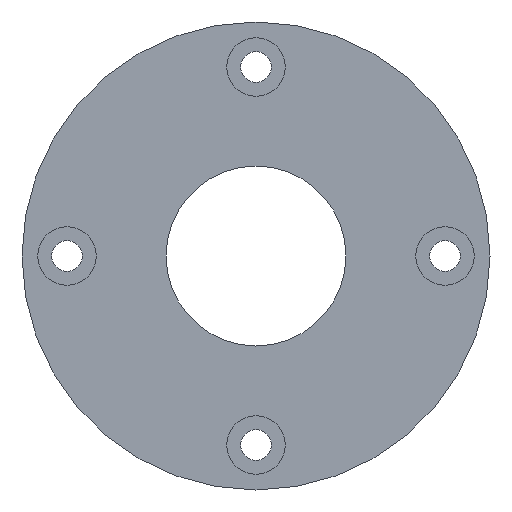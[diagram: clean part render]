
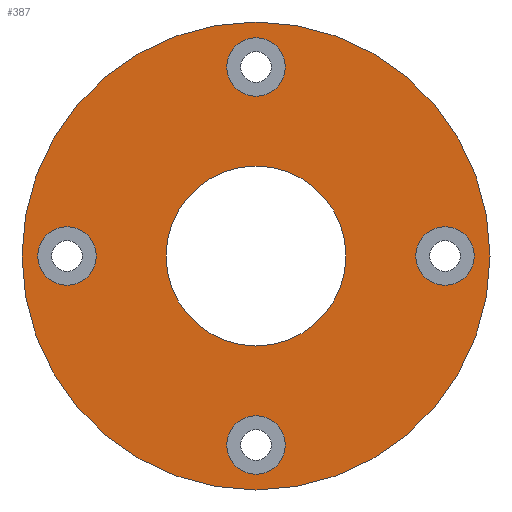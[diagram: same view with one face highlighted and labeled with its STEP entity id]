
A CAD part, left-side view. The second image highlights one B-rep face of the part: STEP entity #387.
In plain terms, the highlighted planar face has unit normal (-1, 0, 0).
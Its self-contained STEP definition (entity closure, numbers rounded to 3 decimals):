
#12 = FACE_BOUND ( 'NONE', #485, .T. ) ;
#18 = DIRECTION ( 'NONE',  ( 0., 0., 1. ) ) ;
#23 = DIRECTION ( 'NONE',  ( 0., 0., 1. ) ) ;
#31 = DIRECTION ( 'NONE',  ( 0., 0., 1. ) ) ;
#58 = DIRECTION ( 'NONE',  ( -1., 0., 0. ) ) ;
#61 = ORIENTED_EDGE ( 'NONE', *, *, #1032, .F. ) ;
#69 = EDGE_LOOP ( 'NONE', ( #917, #1111 ) ) ;
#70 = DIRECTION ( 'NONE',  ( -1., 0., 0. ) ) ;
#72 = ORIENTED_EDGE ( 'NONE', *, *, #620, .F. ) ;
#80 = DIRECTION ( 'NONE',  ( 0., 0., -1. ) ) ;
#86 = AXIS2_PLACEMENT_3D ( 'NONE', #448, #123, #31 ) ;
#88 = EDGE_CURVE ( 'NONE', #1021, #798, #607, .T. ) ;
#97 = DIRECTION ( 'NONE',  ( 1., 0., 0. ) ) ;
#98 = CARTESIAN_POINT ( 'NONE',  ( 0., -21., -3.25 ) ) ;
#105 = FACE_BOUND ( 'NONE', #1034, .T. ) ;
#106 = DIRECTION ( 'NONE',  ( -1., 0., 0. ) ) ;
#115 = CARTESIAN_POINT ( 'NONE',  ( 0., 21., 3.25 ) ) ;
#122 = CIRCLE ( 'NONE', #1027, 26. ) ;
#123 = DIRECTION ( 'NONE',  ( -1., 0., 0. ) ) ;
#135 = VERTEX_POINT ( 'NONE', #383 ) ;
#139 = DIRECTION ( 'NONE',  ( -1., 0., 0. ) ) ;
#140 = CIRCLE ( 'NONE', #86, 3.25 ) ;
#150 = VERTEX_POINT ( 'NONE', #635 ) ;
#163 = CARTESIAN_POINT ( 'NONE',  ( 0., 0., -21. ) ) ;
#171 = EDGE_CURVE ( 'NONE', #135, #215, #535, .T. ) ;
#175 = CIRCLE ( 'NONE', #284, 3.25 ) ;
#203 = EDGE_LOOP ( 'NONE', ( #72, #580 ) ) ;
#206 = DIRECTION ( 'NONE',  ( 0., 0., 1. ) ) ;
#208 = VERTEX_POINT ( 'NONE', #1089 ) ;
#210 = CIRCLE ( 'NONE', #536, 3.25 ) ;
#214 = DIRECTION ( 'NONE',  ( -1., 0., 0. ) ) ;
#215 = VERTEX_POINT ( 'NONE', #747 ) ;
#232 = CIRCLE ( 'NONE', #318, 26. ) ;
#249 = CIRCLE ( 'NONE', #717, 10. ) ;
#258 = CARTESIAN_POINT ( 'NONE',  ( 0., 26., 0. ) ) ;
#260 = ORIENTED_EDGE ( 'NONE', *, *, #982, .T. ) ;
#281 = AXIS2_PLACEMENT_3D ( 'NONE', #163, #139, #847 ) ;
#282 = ORIENTED_EDGE ( 'NONE', *, *, #88, .F. ) ;
#284 = AXIS2_PLACEMENT_3D ( 'NONE', #1094, #58, #322 ) ;
#296 = CARTESIAN_POINT ( 'NONE',  ( 0., 0., 10. ) ) ;
#304 = CARTESIAN_POINT ( 'NONE',  ( 0., 0., 21. ) ) ;
#306 = EDGE_CURVE ( 'NONE', #215, #135, #572, .T. ) ;
#316 = CIRCLE ( 'NONE', #1078, 3.25 ) ;
#318 = AXIS2_PLACEMENT_3D ( 'NONE', #1039, #523, #23 ) ;
#322 = DIRECTION ( 'NONE',  ( 0., 0., 1. ) ) ;
#325 = ORIENTED_EDGE ( 'NONE', *, *, #1047, .F. ) ;
#332 = DIRECTION ( 'NONE',  ( 0., 0., 1. ) ) ;
#383 = CARTESIAN_POINT ( 'NONE',  ( 0., 0., -17.75 ) ) ;
#387 = ADVANCED_FACE ( 'NONE', ( #105, #1051, #877, #690, #12, #956 ), #1035, .F. ) ;
#390 = CARTESIAN_POINT ( 'NONE',  ( 0., -21., 0. ) ) ;
#391 = ORIENTED_EDGE ( 'NONE', *, *, #662, .F. ) ;
#410 = AXIS2_PLACEMENT_3D ( 'NONE', #546, #615, #528 ) ;
#419 = DIRECTION ( 'NONE',  ( 0., 0., 1. ) ) ;
#424 = AXIS2_PLACEMENT_3D ( 'NONE', #454, #214, #1001 ) ;
#427 = CARTESIAN_POINT ( 'NONE',  ( 0., 0., 26. ) ) ;
#436 = VERTEX_POINT ( 'NONE', #619 ) ;
#448 = CARTESIAN_POINT ( 'NONE',  ( 0., 0., 21. ) ) ;
#454 = CARTESIAN_POINT ( 'NONE',  ( 0., 0., -21. ) ) ;
#472 = VERTEX_POINT ( 'NONE', #296 ) ;
#485 = EDGE_LOOP ( 'NONE', ( #761, #603 ) ) ;
#491 = ORIENTED_EDGE ( 'NONE', *, *, #1002, .T. ) ;
#521 = VERTEX_POINT ( 'NONE', #115 ) ;
#523 = DIRECTION ( 'NONE',  ( -1., 0., 0. ) ) ;
#526 = CARTESIAN_POINT ( 'NONE',  ( 0., 21., 0. ) ) ;
#528 = DIRECTION ( 'NONE',  ( 0., 0., 1. ) ) ;
#535 = CIRCLE ( 'NONE', #424, 3.25 ) ;
#536 = AXIS2_PLACEMENT_3D ( 'NONE', #526, #875, #332 ) ;
#538 = CARTESIAN_POINT ( 'NONE',  ( 0., -21., 3.25 ) ) ;
#546 = CARTESIAN_POINT ( 'NONE',  ( 0., 0., 0. ) ) ;
#561 = VERTEX_POINT ( 'NONE', #1075 ) ;
#567 = DIRECTION ( 'NONE',  ( -1., 0., 0. ) ) ;
#568 = DIRECTION ( 'NONE',  ( -1., 0., 0. ) ) ;
#572 = CIRCLE ( 'NONE', #281, 3.25 ) ;
#580 = ORIENTED_EDGE ( 'NONE', *, *, #794, .F. ) ;
#603 = ORIENTED_EDGE ( 'NONE', *, *, #306, .F. ) ;
#607 = CIRCLE ( 'NONE', #858, 3.25 ) ;
#615 = DIRECTION ( 'NONE',  ( -1., 0., 0. ) ) ;
#619 = CARTESIAN_POINT ( 'NONE',  ( 0., 0., 17.75 ) ) ;
#620 = EDGE_CURVE ( 'NONE', #521, #150, #175, .T. ) ;
#634 = DIRECTION ( 'NONE',  ( -1., 0., 0. ) ) ;
#635 = CARTESIAN_POINT ( 'NONE',  ( 0., 21., -3.25 ) ) ;
#650 = EDGE_CURVE ( 'NONE', #208, #436, #316, .T. ) ;
#662 = EDGE_CURVE ( 'NONE', #472, #853, #249, .T. ) ;
#690 = FACE_BOUND ( 'NONE', #926, .T. ) ;
#701 = CIRCLE ( 'NONE', #845, 3.25 ) ;
#714 = AXIS2_PLACEMENT_3D ( 'NONE', #258, #97, #80 ) ;
#715 = CARTESIAN_POINT ( 'NONE',  ( 0., 0., 0. ) ) ;
#717 = AXIS2_PLACEMENT_3D ( 'NONE', #828, #70, #419 ) ;
#747 = CARTESIAN_POINT ( 'NONE',  ( 0., 0., -24.25 ) ) ;
#761 = ORIENTED_EDGE ( 'NONE', *, *, #171, .F. ) ;
#791 = DIRECTION ( 'NONE',  ( 0., 0., 1. ) ) ;
#794 = EDGE_CURVE ( 'NONE', #150, #521, #210, .T. ) ;
#798 = VERTEX_POINT ( 'NONE', #538 ) ;
#828 = CARTESIAN_POINT ( 'NONE',  ( 0., 0., 0. ) ) ;
#838 = VERTEX_POINT ( 'NONE', #427 ) ;
#845 = AXIS2_PLACEMENT_3D ( 'NONE', #1053, #106, #18 ) ;
#847 = DIRECTION ( 'NONE',  ( 0., 0., 1. ) ) ;
#853 = VERTEX_POINT ( 'NONE', #925 ) ;
#858 = AXIS2_PLACEMENT_3D ( 'NONE', #390, #568, #206 ) ;
#875 = DIRECTION ( 'NONE',  ( -1., 0., 0. ) ) ;
#877 = FACE_BOUND ( 'NONE', #69, .T. ) ;
#902 = CIRCLE ( 'NONE', #410, 10. ) ;
#914 = DIRECTION ( 'NONE',  ( 0., 0., 1. ) ) ;
#917 = ORIENTED_EDGE ( 'NONE', *, *, #650, .F. ) ;
#925 = CARTESIAN_POINT ( 'NONE',  ( 0., 0., -10. ) ) ;
#926 = EDGE_LOOP ( 'NONE', ( #325, #282 ) ) ;
#956 = FACE_OUTER_BOUND ( 'NONE', #1068, .T. ) ;
#982 = EDGE_CURVE ( 'NONE', #561, #838, #232, .T. ) ;
#997 = EDGE_CURVE ( 'NONE', #436, #208, #140, .T. ) ;
#1001 = DIRECTION ( 'NONE',  ( 0., 0., 1. ) ) ;
#1002 = EDGE_CURVE ( 'NONE', #838, #561, #122, .T. ) ;
#1021 = VERTEX_POINT ( 'NONE', #98 ) ;
#1027 = AXIS2_PLACEMENT_3D ( 'NONE', #715, #634, #791 ) ;
#1032 = EDGE_CURVE ( 'NONE', #853, #472, #902, .T. ) ;
#1034 = EDGE_LOOP ( 'NONE', ( #391, #61 ) ) ;
#1035 = PLANE ( 'NONE',  #714 ) ;
#1039 = CARTESIAN_POINT ( 'NONE',  ( 0., 0., 0. ) ) ;
#1047 = EDGE_CURVE ( 'NONE', #798, #1021, #701, .T. ) ;
#1051 = FACE_BOUND ( 'NONE', #203, .T. ) ;
#1053 = CARTESIAN_POINT ( 'NONE',  ( 0., -21., 0. ) ) ;
#1068 = EDGE_LOOP ( 'NONE', ( #491, #260 ) ) ;
#1075 = CARTESIAN_POINT ( 'NONE',  ( 0., 0., -26. ) ) ;
#1078 = AXIS2_PLACEMENT_3D ( 'NONE', #304, #567, #914 ) ;
#1089 = CARTESIAN_POINT ( 'NONE',  ( 0., 0., 24.25 ) ) ;
#1094 = CARTESIAN_POINT ( 'NONE',  ( 0., 21., 0. ) ) ;
#1111 = ORIENTED_EDGE ( 'NONE', *, *, #997, .F. ) ;
